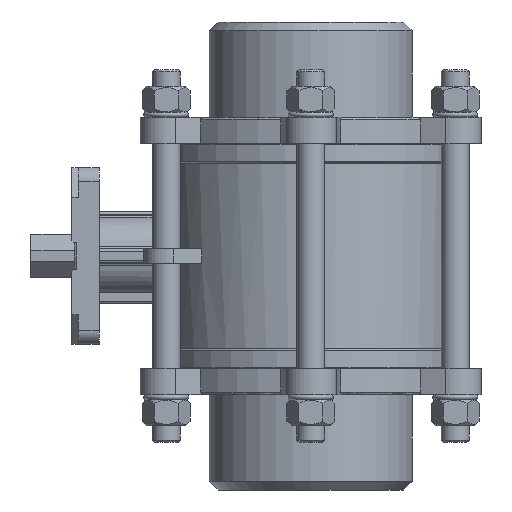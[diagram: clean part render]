
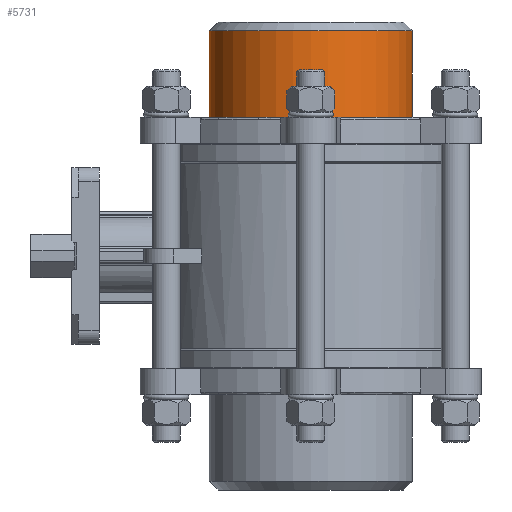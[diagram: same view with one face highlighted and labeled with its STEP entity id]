
A CAD part, left-side view. The second image highlights one B-rep face of the part: STEP entity #5731.
In plain terms, the highlighted cylindrical face has radius 58.5 mm (diameter 117 mm), a full revolution.
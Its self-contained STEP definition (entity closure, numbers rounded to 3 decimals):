
#194=CIRCLE('',#6214,58.5);
#195=CIRCLE('',#6216,58.5);
#594=CYLINDRICAL_SURFACE('',#6215,58.5);
#1090=ORIENTED_EDGE('',*,*,#2597,.F.);
#1091=ORIENTED_EDGE('',*,*,#2596,.T.);
#2596=EDGE_CURVE('',#3326,#3326,#194,.T.);
#2597=EDGE_CURVE('',#3327,#3327,#195,.T.);
#3326=VERTEX_POINT('',#9122);
#3327=VERTEX_POINT('',#9125);
#4462=EDGE_LOOP('',(#1090));
#4463=EDGE_LOOP('',(#1091));
#5003=FACE_BOUND('',#4462,.T.);
#5004=FACE_BOUND('',#4463,.T.);
#5731=ADVANCED_FACE('',(#5003,#5004),#594,.T.);
#6214=AXIS2_PLACEMENT_3D('',#9121,#7207,#7208);
#6215=AXIS2_PLACEMENT_3D('',#9123,#7209,#7210);
#6216=AXIS2_PLACEMENT_3D('',#9124,#7211,#7212);
#7207=DIRECTION('',(0.,0.,-1.));
#7208=DIRECTION('',(-1.,0.,0.));
#7209=DIRECTION('',(0.,0.,-1.));
#7210=DIRECTION('',(-1.,0.,0.));
#7211=DIRECTION('',(0.,0.,-1.));
#7212=DIRECTION('',(-1.,0.,0.));
#9121=CARTESIAN_POINT('',(0.,0.,130.));
#9122=CARTESIAN_POINT('',(-58.5,0.,130.));
#9123=CARTESIAN_POINT('',(0.,0.,-135.));
#9124=CARTESIAN_POINT('',(0.,0.,80.));
#9125=CARTESIAN_POINT('',(-58.5,0.,80.));
